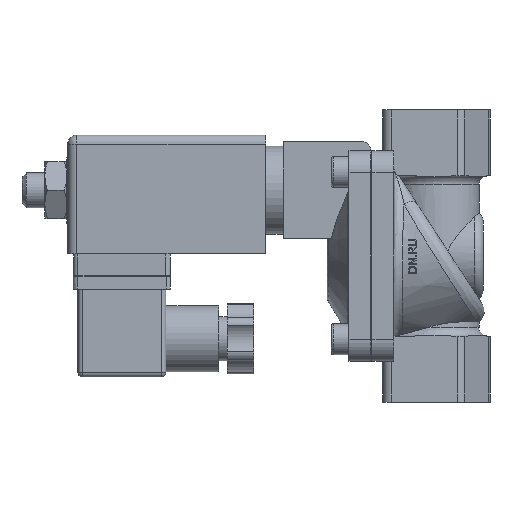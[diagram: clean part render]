
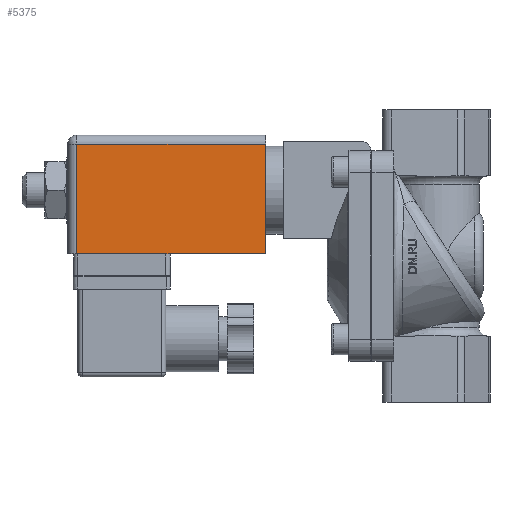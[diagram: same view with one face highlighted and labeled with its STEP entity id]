
A CAD part, left-side view. The second image highlights one B-rep face of the part: STEP entity #5375.
In plain terms, the highlighted face is planar.
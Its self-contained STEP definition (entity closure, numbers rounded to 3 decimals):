
#529=PLANE('',#5912);
#807=FACE_OUTER_BOUND('',#1143,.T.);
#1143=EDGE_LOOP('',(#4581,#4582,#4583,#4584));
#1438=LINE('',#10822,#1741);
#1441=LINE('',#10830,#1744);
#1446=LINE('',#10840,#1749);
#1467=LINE('',#10958,#1770);
#1741=VECTOR('',#6931,10.);
#1744=VECTOR('',#6940,10.);
#1749=VECTOR('',#6951,10.);
#1770=VECTOR('',#7096,10.);
#2410=VERTEX_POINT('',#10811);
#2413=VERTEX_POINT('',#10818);
#2416=VERTEX_POINT('',#10828);
#2418=VERTEX_POINT('',#10839);
#3111=EDGE_CURVE('',#2410,#2413,#1438,.T.);
#3115=EDGE_CURVE('',#2416,#2410,#1441,.T.);
#3120=EDGE_CURVE('',#2418,#2413,#1446,.T.);
#3176=EDGE_CURVE('',#2418,#2416,#1467,.T.);
#4581=ORIENTED_EDGE('',*,*,#3115,.F.);
#4582=ORIENTED_EDGE('',*,*,#3176,.F.);
#4583=ORIENTED_EDGE('',*,*,#3120,.T.);
#4584=ORIENTED_EDGE('',*,*,#3111,.F.);
#5375=ADVANCED_FACE('',(#807),#529,.T.);
#5912=AXIS2_PLACEMENT_3D('',#10957,#7094,#7095);
#6931=DIRECTION('',(0.,-1.,0.));
#6940=DIRECTION('',(0.,0.,-1.));
#6951=DIRECTION('',(0.,0.,-1.));
#7094=DIRECTION('center_axis',(1.,0.,0.));
#7095=DIRECTION('ref_axis',(0.,0.,-1.));
#7096=DIRECTION('',(0.,1.,0.));
#10811=CARTESIAN_POINT('',(12.5,48.,-10.5));
#10818=CARTESIAN_POINT('',(12.5,5.,-10.5));
#10822=CARTESIAN_POINT('',(12.5,5.,-10.5));
#10828=CARTESIAN_POINT('',(12.5,48.,14.5));
#10830=CARTESIAN_POINT('',(12.5,48.,7.75));
#10839=CARTESIAN_POINT('',(12.5,5.,14.5));
#10840=CARTESIAN_POINT('',(12.5,5.,14.5));
#10957=CARTESIAN_POINT('Origin',(12.5,5.,14.5));
#10958=CARTESIAN_POINT('',(12.5,5.,14.5));
